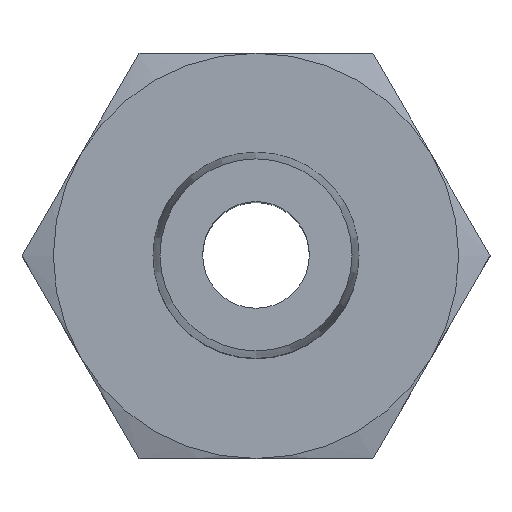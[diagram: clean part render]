
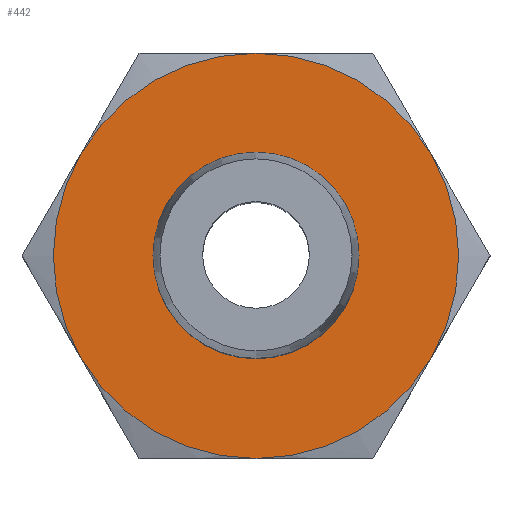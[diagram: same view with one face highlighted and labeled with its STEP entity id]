
A CAD part, top view. The second image highlights one B-rep face of the part: STEP entity #442.
In plain terms, the highlighted planar face has unit normal (0, 0, 1).
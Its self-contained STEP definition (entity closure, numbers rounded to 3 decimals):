
#113=ORIENTED_EDGE('',*,*,#222,.F.);
#114=ORIENTED_EDGE('',*,*,#223,.F.);
#115=ORIENTED_EDGE('',*,*,#224,.F.);
#116=ORIENTED_EDGE('',*,*,#225,.F.);
#117=ORIENTED_EDGE('',*,*,#226,.F.);
#118=ORIENTED_EDGE('',*,*,#227,.F.);
#119=ORIENTED_EDGE('',*,*,#228,.F.);
#222=EDGE_CURVE('',#274,#275,#308,.T.);
#223=EDGE_CURVE('',#276,#274,#309,.T.);
#224=EDGE_CURVE('',#277,#276,#310,.T.);
#225=EDGE_CURVE('',#278,#277,#311,.T.);
#226=EDGE_CURVE('',#279,#278,#312,.T.);
#227=EDGE_CURVE('',#275,#279,#313,.T.);
#228=EDGE_CURVE('',#280,#280,#314,.T.);
#274=VERTEX_POINT('',#767);
#275=VERTEX_POINT('',#768);
#276=VERTEX_POINT('',#770);
#277=VERTEX_POINT('',#772);
#278=VERTEX_POINT('',#774);
#279=VERTEX_POINT('',#776);
#280=VERTEX_POINT('',#779);
#308=CIRCLE('',#509,9.5);
#309=CIRCLE('',#510,9.5);
#310=CIRCLE('',#511,9.5);
#311=CIRCLE('',#512,9.5);
#312=CIRCLE('',#513,9.5);
#313=CIRCLE('',#514,9.5);
#314=CIRCLE('',#515,4.83);
#335=EDGE_LOOP('',(#113,#114,#115,#116,#117,#118));
#336=EDGE_LOOP('',(#119));
#385=FACE_BOUND('',#335,.T.);
#386=FACE_BOUND('',#336,.T.);
#424=PLANE('',#508);
#442=ADVANCED_FACE('',(#385,#386),#424,.T.);
#508=AXIS2_PLACEMENT_3D('',#765,#600,#601);
#509=AXIS2_PLACEMENT_3D('',#766,#602,#603);
#510=AXIS2_PLACEMENT_3D('',#769,#604,#605);
#511=AXIS2_PLACEMENT_3D('',#771,#606,#607);
#512=AXIS2_PLACEMENT_3D('',#773,#608,#609);
#513=AXIS2_PLACEMENT_3D('',#775,#610,#611);
#514=AXIS2_PLACEMENT_3D('',#777,#612,#613);
#515=AXIS2_PLACEMENT_3D('',#778,#614,#615);
#600=DIRECTION('',(0.,0.,1.));
#601=DIRECTION('',(1.,0.,0.));
#602=DIRECTION('',(0.,0.,-1.));
#603=DIRECTION('',(1.,0.,0.));
#604=DIRECTION('',(0.,0.,-1.));
#605=DIRECTION('',(1.,0.,0.));
#606=DIRECTION('',(0.,0.,-1.));
#607=DIRECTION('',(1.,0.,0.));
#608=DIRECTION('',(0.,0.,-1.));
#609=DIRECTION('',(-1.,0.,0.));
#610=DIRECTION('',(0.,0.,-1.));
#611=DIRECTION('',(1.,0.,0.));
#612=DIRECTION('',(0.,0.,-1.));
#613=DIRECTION('',(1.,0.,0.));
#614=DIRECTION('',(0.,0.,1.));
#615=DIRECTION('',(1.,0.,0.));
#765=CARTESIAN_POINT('',(0.,0.,3.75));
#766=CARTESIAN_POINT('',(0.,0.,3.75));
#767=CARTESIAN_POINT('',(8.227,-4.75,3.75));
#768=CARTESIAN_POINT('',(0.,-9.5,3.75));
#769=CARTESIAN_POINT('',(0.,0.,3.75));
#770=CARTESIAN_POINT('',(8.227,4.75,3.75));
#771=CARTESIAN_POINT('',(0.,0.,3.75));
#772=CARTESIAN_POINT('',(0.,9.5,3.75));
#773=CARTESIAN_POINT('',(0.,0.,3.75));
#774=CARTESIAN_POINT('',(-8.227,4.75,3.75));
#775=CARTESIAN_POINT('',(0.,0.,3.75));
#776=CARTESIAN_POINT('',(-8.227,-4.75,3.75));
#777=CARTESIAN_POINT('',(0.,0.,3.75));
#778=CARTESIAN_POINT('',(0.,0.,3.75));
#779=CARTESIAN_POINT('',(4.83,0.,3.75));
